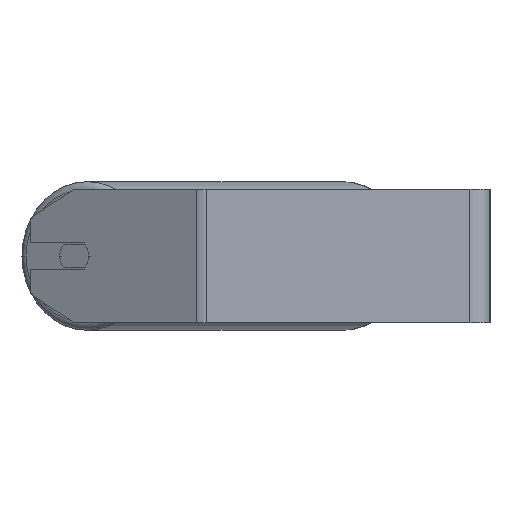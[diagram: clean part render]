
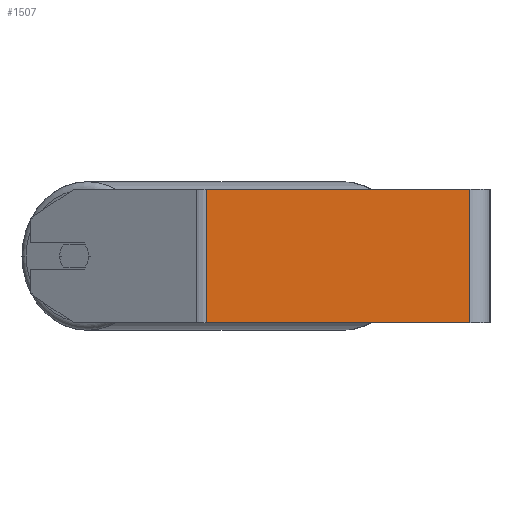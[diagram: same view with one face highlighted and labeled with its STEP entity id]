
A CAD part, left-side view. The second image highlights one B-rep face of the part: STEP entity #1507.
In plain terms, the highlighted planar face has unit normal (-1, 0, 0).
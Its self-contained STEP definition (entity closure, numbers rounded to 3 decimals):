
#148 = AXIS2_PLACEMENT_3D ( 'NONE', #3787, #4958, #6029 ) ;
#224 = DIRECTION ( 'NONE',  ( 0., 0., -1. ) ) ;
#635 = CARTESIAN_POINT ( 'NONE',  ( -350., 169.75, 40. ) ) ;
#741 = EDGE_CURVE ( 'NONE', #7116, #4901, #4921, .T. ) ;
#748 = LINE ( 'NONE', #635, #6032 ) ;
#779 = VECTOR ( 'NONE', #1291, 1000. ) ;
#1002 = EDGE_CURVE ( 'NONE', #7116, #7188, #748, .T. ) ;
#1204 = ORIENTED_EDGE ( 'NONE', *, *, #741, .F. ) ;
#1291 = DIRECTION ( 'NONE',  ( 0., -1., 0. ) ) ;
#1468 = PLANE ( 'NONE',  #148 ) ;
#1492 = DIRECTION ( 'NONE',  ( 0., -1., 0. ) ) ;
#1507 = ADVANCED_FACE ( 'NONE', ( #2714 ), #1468, .F. ) ;
#2088 = ORIENTED_EDGE ( 'NONE', *, *, #1002, .T. ) ;
#2228 = CARTESIAN_POINT ( 'NONE',  ( -350., 12., 40. ) ) ;
#2714 = FACE_OUTER_BOUND ( 'NONE', #6477, .T. ) ;
#3451 = DIRECTION ( 'NONE',  ( 0., 0., -1. ) ) ;
#3548 = ORIENTED_EDGE ( 'NONE', *, *, #5223, .F. ) ;
#3613 = ORIENTED_EDGE ( 'NONE', *, *, #6152, .T. ) ;
#3787 = CARTESIAN_POINT ( 'NONE',  ( -350., 172.966, 40. ) ) ;
#4002 = LINE ( 'NONE', #2228, #4665 ) ;
#4176 = CARTESIAN_POINT ( 'NONE',  ( -350., 172.966, -40. ) ) ;
#4545 = VERTEX_POINT ( 'NONE', #6346 ) ;
#4665 = VECTOR ( 'NONE', #3451, 1000. ) ;
#4901 = VERTEX_POINT ( 'NONE', #6890 ) ;
#4921 = LINE ( 'NONE', #5326, #5325 ) ;
#4958 = DIRECTION ( 'NONE',  ( 1., 0., 0. ) ) ;
#5223 = EDGE_CURVE ( 'NONE', #4901, #4545, #4002, .T. ) ;
#5325 = VECTOR ( 'NONE', #1492, 1000. ) ;
#5326 = CARTESIAN_POINT ( 'NONE',  ( -350., 172.966, 40. ) ) ;
#5870 = LINE ( 'NONE', #4176, #779 ) ;
#6029 = DIRECTION ( 'NONE',  ( 0., 0., -1. ) ) ;
#6032 = VECTOR ( 'NONE', #224, 1000. ) ;
#6152 = EDGE_CURVE ( 'NONE', #7188, #4545, #5870, .T. ) ;
#6346 = CARTESIAN_POINT ( 'NONE',  ( -350., 12., -40. ) ) ;
#6477 = EDGE_LOOP ( 'NONE', ( #3613, #3548, #1204, #2088 ) ) ;
#6557 = CARTESIAN_POINT ( 'NONE',  ( -350., 169.75, -40. ) ) ;
#6890 = CARTESIAN_POINT ( 'NONE',  ( -350., 12., 40. ) ) ;
#7075 = CARTESIAN_POINT ( 'NONE',  ( -350., 169.75, 40. ) ) ;
#7116 = VERTEX_POINT ( 'NONE', #7075 ) ;
#7188 = VERTEX_POINT ( 'NONE', #6557 ) ;
